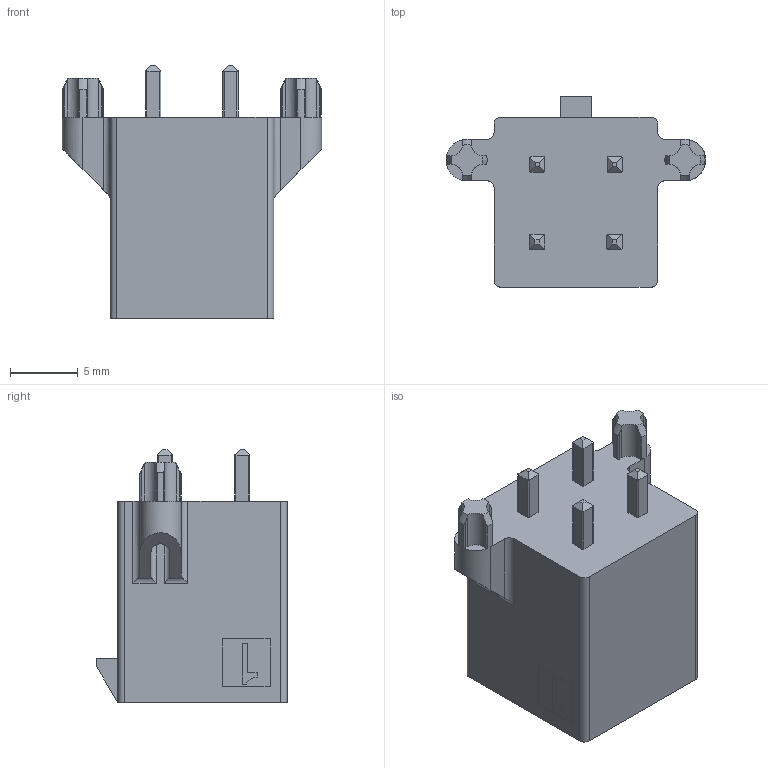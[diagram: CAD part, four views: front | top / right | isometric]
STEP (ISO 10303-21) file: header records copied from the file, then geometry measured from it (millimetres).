
FILE_DESCRIPTION((''),'2;1');
FILE_NAME('768290004','2017-08-22T',('ghp'),(''),'PRO/ENGINEER BY PARAMETRIC TECHNOLOGY CORPORATION, 2012310','PRO/ENGINEER BY PARAMETRIC TECHNOLOGY CORPORATION, 2012310','');
FILE_SCHEMA(('CONFIG_CONTROL_DESIGN'));
Length unit declared in the file: millimetre
Products named in the file (1): 768290004
Bounding box: 19.09 x 14.03 x 18.58 mm (x, y, z)
Volume: 1239.5 mm3; surface area: 2236.6 mm2
Topology: 1 solids, 1 shells, 293 faces, 832 edges, 558 vertices
Faces by surface type: plane 201, cylinder 84, cone 8
Entity records: 9727 total; most frequent: CARTESIAN_POINT 2185, ORIENTED_EDGE 1640, DIRECTION 1423, EDGE_CURVE 820, VECTOR 565, LINE 565, VERTEX_POINT 546, AXIS2_PLACEMENT_3D 429
